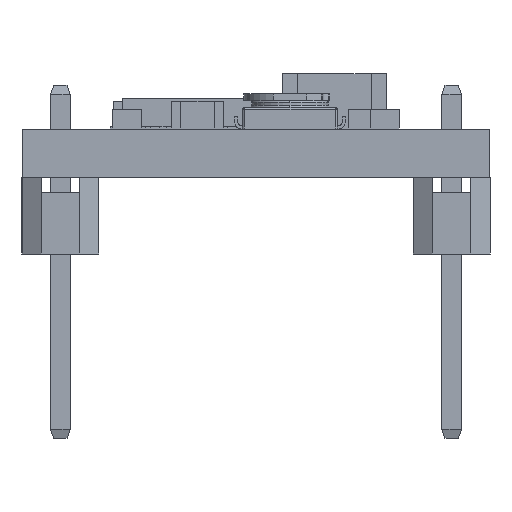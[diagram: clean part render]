
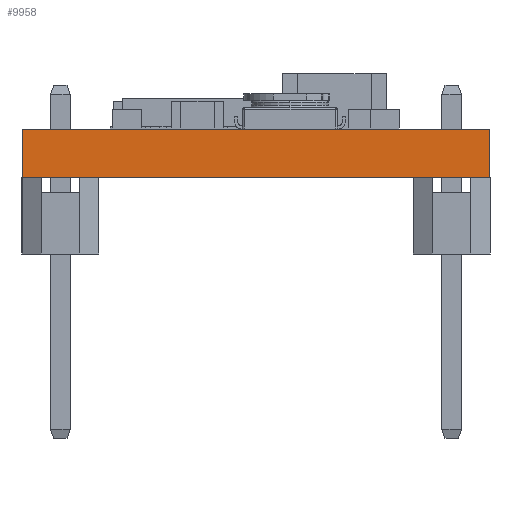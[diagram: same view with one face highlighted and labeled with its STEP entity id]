
A CAD part, front view. The second image highlights one B-rep face of the part: STEP entity #9958.
In plain terms, the highlighted planar face has unit normal (0, -1, 0).
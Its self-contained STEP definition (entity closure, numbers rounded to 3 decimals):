
#1948 = CARTESIAN_POINT ( 'NONE',  ( 15.24, 0., 0. ) ) ;
#5037 = ORIENTED_EDGE ( 'NONE', *, *, #31533, .T. ) ;
#5071 = VERTEX_POINT ( 'NONE', #18127 ) ;
#5907 = PLANE ( 'NONE',  #20820 ) ;
#8250 = CARTESIAN_POINT ( 'NONE',  ( 15.24, 0., 1.57 ) ) ;
#8734 = EDGE_LOOP ( 'NONE', ( #34247, #27133, #5037, #10614 ) ) ;
#8965 = DIRECTION ( 'NONE',  ( 1., 0., 0. ) ) ;
#9958 = ADVANCED_FACE ( 'NONE', ( #19866 ), #5907, .F. ) ;
#10193 = VECTOR ( 'NONE', #17985, 1000. ) ;
#10614 = ORIENTED_EDGE ( 'NONE', *, *, #35378, .T. ) ;
#14731 = LINE ( 'NONE', #21552, #23693 ) ;
#15385 = DIRECTION ( 'NONE',  ( 0., 1., 0. ) ) ;
#15406 = VECTOR ( 'NONE', #31369, 1000. ) ;
#16272 = EDGE_CURVE ( 'NONE', #41608, #36106, #16445, .T. ) ;
#16445 = LINE ( 'NONE', #8250, #35529 ) ;
#17411 = LINE ( 'NONE', #21912, #15406 ) ;
#17985 = DIRECTION ( 'NONE',  ( 0., 0., -1. ) ) ;
#18127 = CARTESIAN_POINT ( 'NONE',  ( 0., 0., 0. ) ) ;
#19866 = FACE_OUTER_BOUND ( 'NONE', #8734, .T. ) ;
#20640 = CARTESIAN_POINT ( 'NONE',  ( 0., 0., 1.57 ) ) ;
#20820 = AXIS2_PLACEMENT_3D ( 'NONE', #24782, #15385, #24645 ) ;
#21552 = CARTESIAN_POINT ( 'NONE',  ( 0., 0., 1.57 ) ) ;
#21912 = CARTESIAN_POINT ( 'NONE',  ( 0., 0., 0. ) ) ;
#23621 = VERTEX_POINT ( 'NONE', #28772 ) ;
#23693 = VECTOR ( 'NONE', #8965, 1000. ) ;
#24645 = DIRECTION ( 'NONE',  ( 0., 0., 1. ) ) ;
#24782 = CARTESIAN_POINT ( 'NONE',  ( 0., 0., 1.57 ) ) ;
#25397 = CARTESIAN_POINT ( 'NONE',  ( 15.24, 0., 1.57 ) ) ;
#27133 = ORIENTED_EDGE ( 'NONE', *, *, #33837, .F. ) ;
#28772 = CARTESIAN_POINT ( 'NONE',  ( 0., 0., 1.57 ) ) ;
#31369 = DIRECTION ( 'NONE',  ( 1., 0., 0. ) ) ;
#31533 = EDGE_CURVE ( 'NONE', #23621, #5071, #40829, .T. ) ;
#33837 = EDGE_CURVE ( 'NONE', #23621, #36106, #14731, .T. ) ;
#33863 = DIRECTION ( 'NONE',  ( 0., 0., 1. ) ) ;
#34247 = ORIENTED_EDGE ( 'NONE', *, *, #16272, .T. ) ;
#35378 = EDGE_CURVE ( 'NONE', #5071, #41608, #17411, .T. ) ;
#35529 = VECTOR ( 'NONE', #33863, 1000. ) ;
#36106 = VERTEX_POINT ( 'NONE', #25397 ) ;
#40829 = LINE ( 'NONE', #20640, #10193 ) ;
#41608 = VERTEX_POINT ( 'NONE', #1948 ) ;
